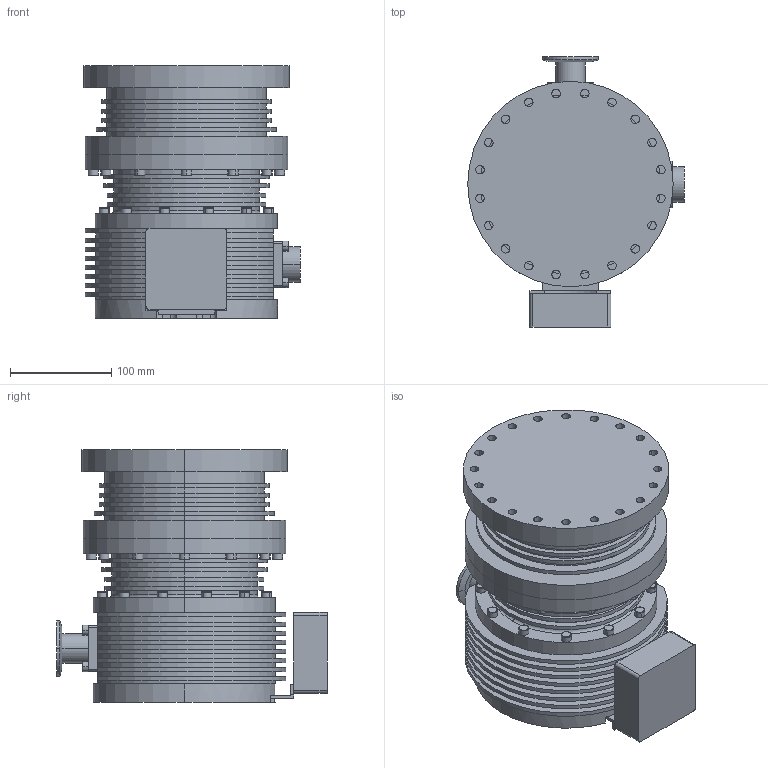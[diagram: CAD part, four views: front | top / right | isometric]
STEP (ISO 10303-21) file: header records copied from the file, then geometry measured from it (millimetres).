
FILE_DESCRIPTION(('Creo Elements/Direct Modeling STEP Export'),'2;1');
FILE_NAME('test.stp','2019-05-14T19:19:53',(''),(''),'Creo Elements/Direct Modeling STEP processor for AP214 (Solid Model)','Creo Elements/Direct Modeling 20.2 28-Feb-2019 (C) Parametric Technology GmbH','');
FILE_SCHEMA(('AUTOMOTIVE_DESIGN { 1 0 10303 214 1 1 1 1 }'));
Length unit declared in the file: millimetre
Products named in the file (16): U_BOLTS_7.PRT.12; UPPER_BOLTS.ASM; M6_BOLTS_5.PRT.6; LOWER_BOLTS.ASM; BOLTS.ASM; CASING_C.PRT; POWER_CONNECTOR.PRT; KF40_PORT.PRT; HOUSING_MS.PRT; HOUSING.ASM; SGP_STATOR_A.PRT; PLATE_FOR_FAN.PRT; FAN.PRT; BOTTOM_COVER.PRT; BOTTOM.ASM; TG420MCAB-50_DIMENSIONS.ASM
Assembly tree (37 placements, depth 4):
  TG420MCAB-50_DIMENSIONS.ASM
    BOTTOM.ASM
      BOTTOM_COVER.PRT
      FAN.PRT
      PLATE_FOR_FAN.PRT
    SGP_STATOR_A.PRT
    HOUSING.ASM
      HOUSING_MS.PRT
      KF40_PORT.PRT
      POWER_CONNECTOR.PRT
    CASING_C.PRT
    BOLTS.ASM
      LOWER_BOLTS.ASM
        M6_BOLTS_5.PRT.6  x12
      UPPER_BOLTS.ASM
        U_BOLTS_7.PRT.12  x12
Bounding box: 214 x 267 x 250 mm (x, y, z)
Volume: 6525483 mm3; surface area: 610724.1 mm2
Topology: 32 solids, 32 shells, 611 faces, 1342 edges, 848 vertices
Faces by surface type: cylinder 287, plane 208, torus 114, cone 2
Entity records: 10909 total; most frequent: DIRECTION 1850, ORIENTED_EDGE 1804, CARTESIAN_POINT 1728, EDGE_CURVE 902, AXIS2_PLACEMENT_3D 706, VERTEX_POINT 584, EDGE_LOOP 462, VECTOR 438
